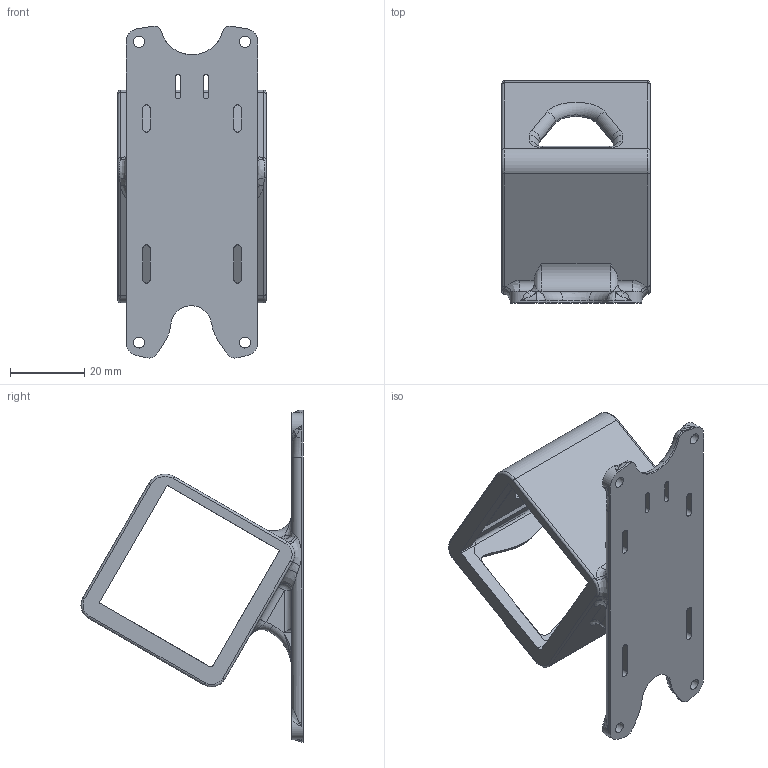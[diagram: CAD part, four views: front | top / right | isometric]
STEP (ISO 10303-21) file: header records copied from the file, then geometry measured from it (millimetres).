
FILE_DESCRIPTION(/* description */ (''),/* implementation_level */ '2;1');
FILE_NAME(/* name */ 'S2_v0.1_Session_mount.step',/* time_stamp */ '2018-10-20T13:10:53+02:00',/* author */ (''),/* organization */ (''),/* preprocessor_version */ 'ST-DEVELOPER v17.2',/* originating_system */ 'Autodesk Translation Framework v7.6.0.251',/* authorisation */ '');
FILE_SCHEMA (('AUTOMOTIVE_DESIGN { 1 0 10303 214 3 1 1 }'));
Length unit declared in the file: millimetre
Products named in the file (1): Session_mount
Bounding box: 39.84 x 59.78 x 89.34 mm (x, y, z)
Volume: 28784.8 mm3; surface area: 17788.7 mm2
Topology: 1 solids, 1 shells, 311 faces, 813 edges, 482 vertices
Faces by surface type: cylinder 103, plane 92, bspline 76, torus 32, cone 6, sphere 2
Full cylindrical faces by diameter (mm): 2.95 x2, 3 x2
Entity records: 12353 total; most frequent: CARTESIAN_POINT 5151, ORIENTED_EDGE 1588, DIRECTION 1366, EDGE_CURVE 794, AXIS2_PLACEMENT_3D 502, VERTEX_POINT 482, LINE 362, VECTOR 362
